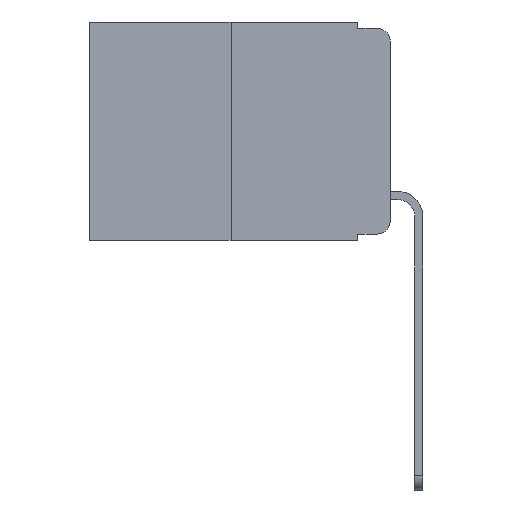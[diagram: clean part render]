
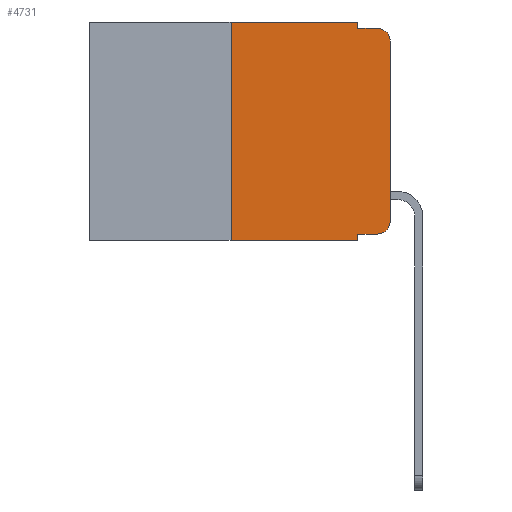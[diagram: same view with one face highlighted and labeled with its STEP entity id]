
A CAD part, left-side view. The second image highlights one B-rep face of the part: STEP entity #4731.
In plain terms, the highlighted planar face has unit normal (-1, 0, 0).
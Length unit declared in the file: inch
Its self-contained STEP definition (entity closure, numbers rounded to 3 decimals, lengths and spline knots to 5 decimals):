
#330 = VECTOR ( 'NONE', #6443, 39.37008 ) ;
#331 = CARTESIAN_POINT ( 'NONE',  ( 0., 0.051, 0. ) ) ;
#537 = CARTESIAN_POINT ( 'NONE',  ( 0., 0.473, -0.343 ) ) ;
#1162 = VERTEX_POINT ( 'NONE', #9790 ) ;
#1197 = VERTEX_POINT ( 'NONE', #8938 ) ;
#1207 = VERTEX_POINT ( 'NONE', #7420 ) ;
#1427 = VECTOR ( 'NONE', #1890, 39.37008 ) ;
#1516 = ORIENTED_EDGE ( 'NONE', *, *, #8022, .T. ) ;
#1525 = DIRECTION ( 'NONE',  ( 0., -1., 0. ) ) ;
#1825 = ORIENTED_EDGE ( 'NONE', *, *, #4895, .F. ) ;
#1890 = DIRECTION ( 'NONE',  ( 0., -1., 0. ) ) ;
#2305 = EDGE_CURVE ( 'NONE', #9906, #10410, #2444, .T. ) ;
#2435 = DIRECTION ( 'NONE',  ( 0., -1., 0. ) ) ;
#2444 = LINE ( 'NONE', #10697, #7035 ) ;
#2454 = CARTESIAN_POINT ( 'NONE',  ( 0., 0.051, -0.01 ) ) ;
#2667 = CARTESIAN_POINT ( 'NONE',  ( 0., 0.02, -0.03 ) ) ;
#2867 = CARTESIAN_POINT ( 'NONE',  ( 0., 0.02, -0.313 ) ) ;
#2938 = ORIENTED_EDGE ( 'NONE', *, *, #2305, .T. ) ;
#2988 = EDGE_CURVE ( 'NONE', #10410, #6432, #10848, .T. ) ;
#3288 = LINE ( 'NONE', #11435, #330 ) ;
#3640 = EDGE_CURVE ( 'NONE', #4665, #6432, #8778, .T. ) ;
#3849 = DIRECTION ( 'NONE',  ( 0., 0., -1. ) ) ;
#4046 = CARTESIAN_POINT ( 'NONE',  ( 0., 0.25, 0. ) ) ;
#4150 = ORIENTED_EDGE ( 'NONE', *, *, #6080, .F. ) ;
#4252 = LINE ( 'NONE', #11520, #6337 ) ;
#4297 = EDGE_CURVE ( 'NONE', #1207, #4665, #4252, .T. ) ;
#4462 = ORIENTED_EDGE ( 'NONE', *, *, #8892, .F. ) ;
#4521 = CARTESIAN_POINT ( 'NONE',  ( 0., 0.051, -0.01 ) ) ;
#4665 = VERTEX_POINT ( 'NONE', #4521 ) ;
#4731 = ADVANCED_FACE ( 'NONE', ( #7412 ), #10381, .F. ) ;
#4749 = ORIENTED_EDGE ( 'NONE', *, *, #3640, .F. ) ;
#4762 = VECTOR ( 'NONE', #1525, 39.37008 ) ;
#4895 = EDGE_CURVE ( 'NONE', #1197, #5496, #8346, .T. ) ;
#5158 = ORIENTED_EDGE ( 'NONE', *, *, #2988, .T. ) ;
#5230 = CARTESIAN_POINT ( 'NONE',  ( 0., 0.051, -0.333 ) ) ;
#5496 = VERTEX_POINT ( 'NONE', #4046 ) ;
#5608 = LINE ( 'NONE', #331, #9919 ) ;
#5711 = DIRECTION ( 'NONE',  ( 0., 0., -1. ) ) ;
#5863 = DIRECTION ( 'NONE',  ( 0., 0., 1. ) ) ;
#6061 = VECTOR ( 'NONE', #6492, 39.37008 ) ;
#6080 = EDGE_CURVE ( 'NONE', #6213, #1162, #5608, .T. ) ;
#6213 = VERTEX_POINT ( 'NONE', #5230 ) ;
#6225 = VERTEX_POINT ( 'NONE', #6322 ) ;
#6242 = ORIENTED_EDGE ( 'NONE', *, *, #8959, .T. ) ;
#6322 = CARTESIAN_POINT ( 'NONE',  ( 0., 0.02, -0.333 ) ) ;
#6337 = VECTOR ( 'NONE', #11387, 39.37008 ) ;
#6432 = VERTEX_POINT ( 'NONE', #10517 ) ;
#6443 = DIRECTION ( 'NONE',  ( 0., -1., 0. ) ) ;
#6492 = DIRECTION ( 'NONE',  ( 0., 0., 1. ) ) ;
#6968 = CIRCLE ( 'NONE', #8782, 0.02 ) ;
#7035 = VECTOR ( 'NONE', #5863, 39.37008 ) ;
#7412 = FACE_OUTER_BOUND ( 'NONE', #11299, .T. ) ;
#7420 = CARTESIAN_POINT ( 'NONE',  ( 0., 0.051, 0. ) ) ;
#7568 = DIRECTION ( 'NONE',  ( -1., 0., 0. ) ) ;
#7661 = AXIS2_PLACEMENT_3D ( 'NONE', #8151, #10321, #9475 ) ;
#7856 = LINE ( 'NONE', #8657, #1427 ) ;
#8022 = EDGE_CURVE ( 'NONE', #6213, #6225, #7856, .T. ) ;
#8151 = CARTESIAN_POINT ( 'NONE',  ( 0., 0.473, 0. ) ) ;
#8306 = CARTESIAN_POINT ( 'NONE',  ( 0., 0.25, 0. ) ) ;
#8346 = LINE ( 'NONE', #8306, #6061 ) ;
#8657 = CARTESIAN_POINT ( 'NONE',  ( 0., 0.051, -0.333 ) ) ;
#8778 = LINE ( 'NONE', #2454, #10480 ) ;
#8782 = AXIS2_PLACEMENT_3D ( 'NONE', #2867, #9106, #3849 ) ;
#8892 = EDGE_CURVE ( 'NONE', #5496, #1207, #3288, .T. ) ;
#8938 = CARTESIAN_POINT ( 'NONE',  ( 0., 0.25, -0.343 ) ) ;
#8959 = EDGE_CURVE ( 'NONE', #6225, #9906, #6968, .T. ) ;
#9074 = ORIENTED_EDGE ( 'NONE', *, *, #4297, .F. ) ;
#9106 = DIRECTION ( 'NONE',  ( -1., 0., 0. ) ) ;
#9475 = DIRECTION ( 'NONE',  ( 0., 0., -1. ) ) ;
#9790 = CARTESIAN_POINT ( 'NONE',  ( 0., 0.051, -0.343 ) ) ;
#9906 = VERTEX_POINT ( 'NONE', #10234 ) ;
#9919 = VECTOR ( 'NONE', #10651, 39.37008 ) ;
#10071 = AXIS2_PLACEMENT_3D ( 'NONE', #2667, #7568, #5711 ) ;
#10180 = EDGE_CURVE ( 'NONE', #1197, #1162, #11483, .T. ) ;
#10234 = CARTESIAN_POINT ( 'NONE',  ( 0., 0., -0.313 ) ) ;
#10321 = DIRECTION ( 'NONE',  ( 1., 0., 0. ) ) ;
#10381 = PLANE ( 'NONE',  #7661 ) ;
#10410 = VERTEX_POINT ( 'NONE', #10691 ) ;
#10480 = VECTOR ( 'NONE', #2435, 39.37008 ) ;
#10517 = CARTESIAN_POINT ( 'NONE',  ( 0., 0.02, -0.01 ) ) ;
#10651 = DIRECTION ( 'NONE',  ( 0., 0., -1. ) ) ;
#10691 = CARTESIAN_POINT ( 'NONE',  ( 0., 0., -0.03 ) ) ;
#10697 = CARTESIAN_POINT ( 'NONE',  ( 0., 0., 0. ) ) ;
#10848 = CIRCLE ( 'NONE', #10071, 0.02 ) ;
#11007 = ORIENTED_EDGE ( 'NONE', *, *, #10180, .T. ) ;
#11299 = EDGE_LOOP ( 'NONE', ( #2938, #5158, #4749, #9074, #4462, #1825, #11007, #4150, #1516, #6242 ) ) ;
#11387 = DIRECTION ( 'NONE',  ( 0., 0., -1. ) ) ;
#11435 = CARTESIAN_POINT ( 'NONE',  ( 0., 0.473, 0. ) ) ;
#11483 = LINE ( 'NONE', #537, #4762 ) ;
#11520 = CARTESIAN_POINT ( 'NONE',  ( 0., 0.051, 0. ) ) ;
